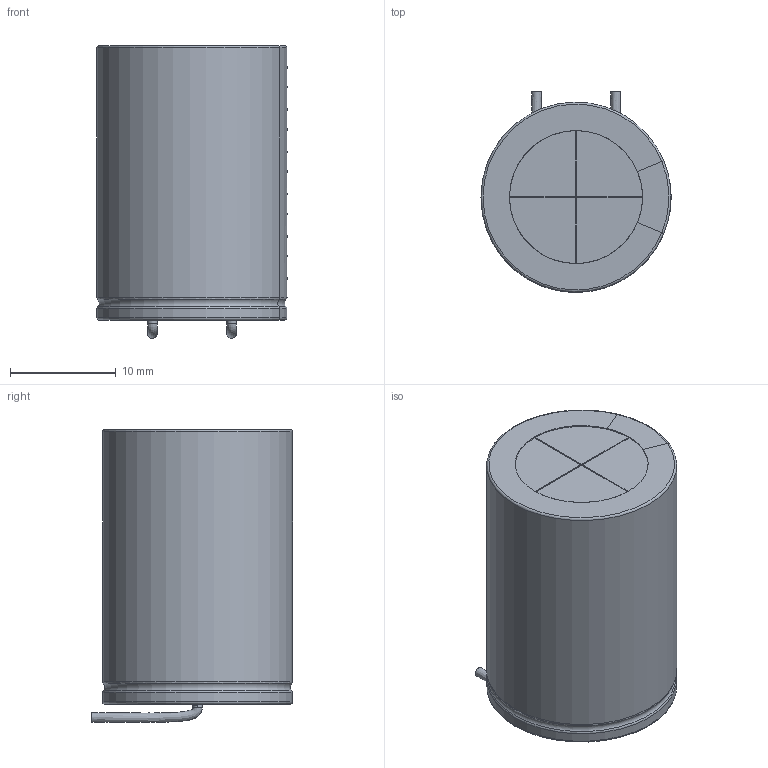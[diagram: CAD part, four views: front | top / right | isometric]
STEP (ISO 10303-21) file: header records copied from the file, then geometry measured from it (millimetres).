
FILE_DESCRIPTION(/* description */ ('model of CP_Radial_D18.0mm_P7.50mm'),/* implementation_level */ '2;1');
FILE_NAME(/* name */ 'CP_Radial_D18.0mm_P7.50mm_Horizontal.step',/* time_stamp */ '2025-10-12T15:29:45+11:00',/* author */ (''),/* organization */ (''),/* preprocessor_version */ 'ST-DEVELOPER v20.1',/* originating_system */ 'Autodesk Translation Framework v14.17.0.0',/* authorisation */ '');
FILE_SCHEMA (('AUTOMOTIVE_DESIGN { 1 0 10303 214 3 1 1 }'));
Length unit declared in the file: millimetre
Products named in the file (1): CP_Radial_D180mm_P750mm
Bounding box: 18 x 19.05 x 27.74 mm (x, y, z)
Volume: 6572.2 mm3; surface area: 2306.9 mm2
Topology: 1 solids, 2 shells, 58 faces, 163 edges, 116 vertices
Faces by surface type: plane 25, cylinder 18, bspline 9, torus 6
Full cylindrical faces by diameter (mm): 0.9 x2, 12.6 x1
Entity records: 3340 total; most frequent: CARTESIAN_POINT 1745, ORIENTED_EDGE 326, DIRECTION 298, EDGE_CURVE 163, AXIS2_PLACEMENT_3D 123, VERTEX_POINT 116, CIRCLE 72, EDGE_LOOP 65
